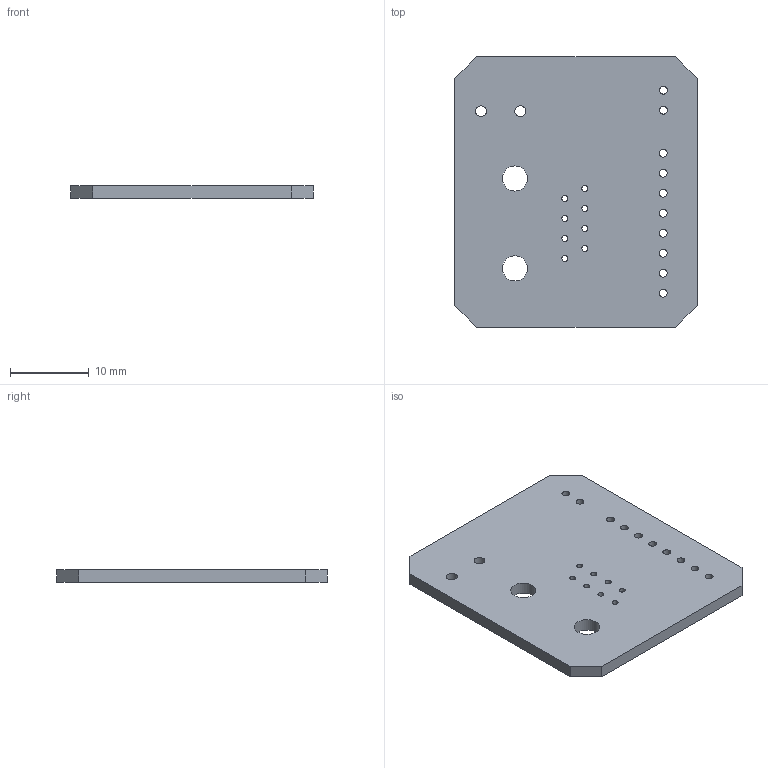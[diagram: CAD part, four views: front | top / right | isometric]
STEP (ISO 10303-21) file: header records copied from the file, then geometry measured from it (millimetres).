
FILE_DESCRIPTION(('KiCad electronic assembly'),'2;1');
FILE_NAME('row-breakout.step','2023-03-28T12:12:04',('Pcbnew'),('Kicad') ,'Open CASCADE STEP processor 7.6','KiCad to STEP converter','Unknown' );
FILE_SCHEMA(('AUTOMOTIVE_DESIGN { 1 0 10303 214 1 1 1 1 }'));
Length unit declared in the file: millimetre
Products named in the file (2): row-breakout 1; row-breakout PCB
Assembly tree (1 placements, depth 2):
  row-breakout 1
    row-breakout PCB
Bounding box: 30.86 x 34.42 x 1.6 mm (x, y, z)
Volume: 1625.4 mm3; surface area: 2357.3 mm2
Topology: 1 solids, 1 shells, 32 faces, 90 edges, 60 vertices
Faces by surface type: cylinder 22, plane 10
Full cylindrical faces by diameter (mm): 0.76 x8, 1 x10, 1.4 x2, 3.2 x2
Entity records: 2495 total; most frequent: CARTESIAN_POINT 628, DIRECTION 338, LINE 182, VECTOR 182, ORIENTED_EDGE 180, PCURVE 180, DEFINITIONAL_REPRESENTATION 180, EDGE_CURVE 90
